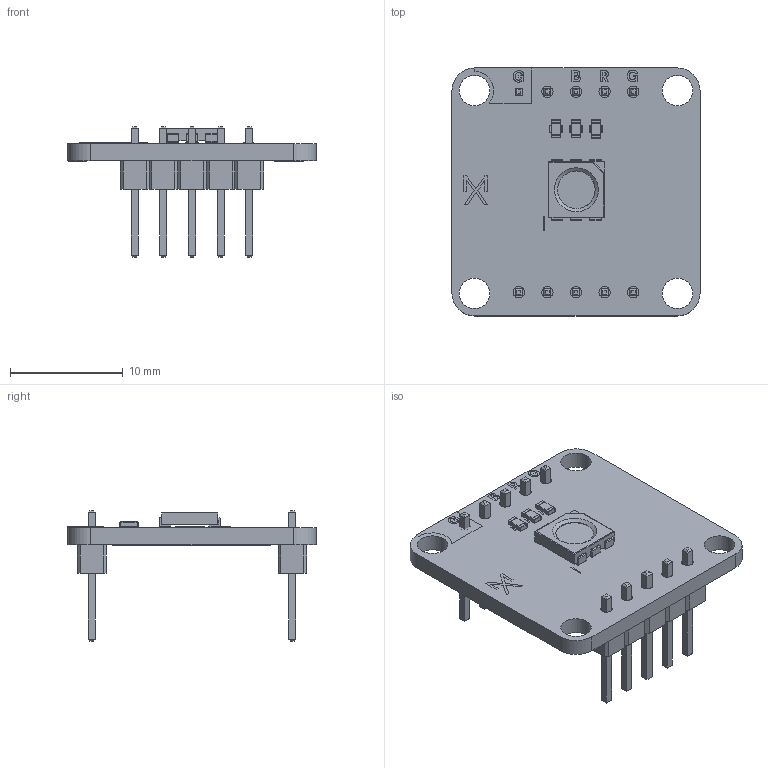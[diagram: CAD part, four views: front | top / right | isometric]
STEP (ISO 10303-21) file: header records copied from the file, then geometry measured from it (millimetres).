
FILE_DESCRIPTION(('KiCad electronic assembly'),'2;1');
FILE_NAME('AX22-0006.step','2025-12-09T17:14:33',('Pcbnew'),('Kicad'), 'Open CASCADE STEP processor 7.8','KiCad to STEP converter','Unknown' );
FILE_SCHEMA(('AUTOMOTIVE_DESIGN { 1 0 10303 214 1 1 1 1 }'));
Length unit declared in the file: millimetre
Products named in the file (6): AX22-0006 1; R_0603_1608Metric; LED_RGB_5050-6; PinHeader_1x05_P2.54mm_Vertical; AX22_RGB-LED_silkscreen; AX22_RGB-LED_PCB
Assembly tree (8 placements, depth 2):
  AX22-0006 1
    R_0603_1608Metric  x3
    LED_RGB_5050-6
    PinHeader_1x05_P2.54mm_Vertical  x2
    AX22_RGB-LED_silkscreen
    AX22_RGB-LED_PCB
Bounding box: 22 x 22 x 11.54 mm (x, y, z)
Volume: 904.5 mm3; surface area: 1779 mm2
Topology: 7 solids, 40 shells, 483 faces, 2113 edges, 1686 vertices
Faces by surface type: plane 341, bspline 100, cylinder 42
Full cylindrical faces by diameter (mm): 1 x10, 2.7 x4
Entity records: 18379 total; most frequent: CARTESIAN_POINT 4226, ORIENTED_EDGE 2432, DIRECTION 1957, EDGE_CURVE 1681, VERTEX_POINT 1414, LINE 1195, VECTOR 1195, AXIS2_PLACEMENT_3D 381
